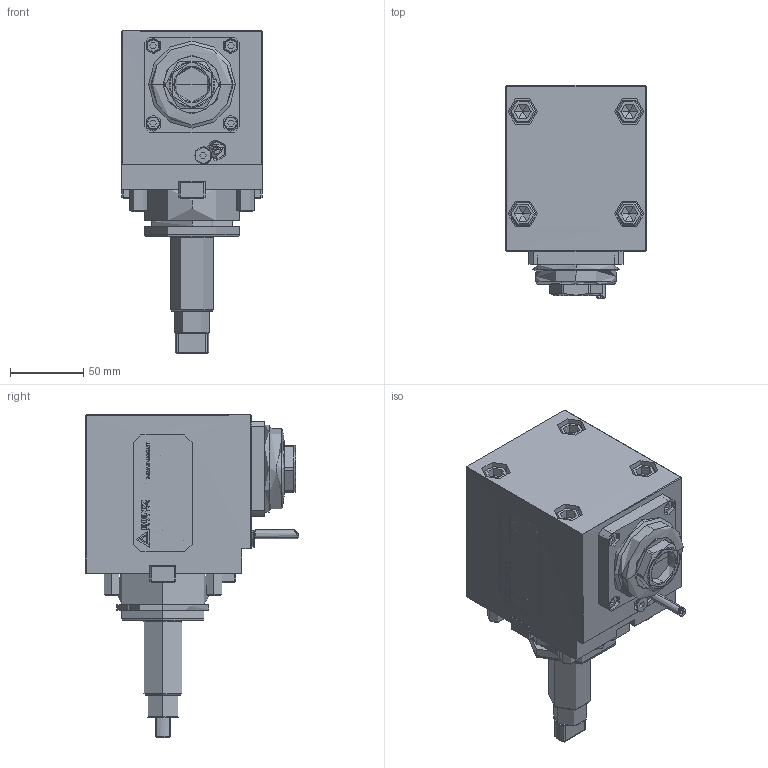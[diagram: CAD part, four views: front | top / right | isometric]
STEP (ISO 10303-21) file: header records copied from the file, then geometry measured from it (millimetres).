
FILE_DESCRIPTION (( 'STEP AP203' ), '1' );
FILE_NAME ('04-0772.STEP', '2023-04-24T22:44:05', ( '' ), ( '' ), 'SwSTEP 2.0', 'SolidWorks 2022', '' );
FILE_SCHEMA (( 'CONFIG_CONTROL_DESIGN' ));
Length unit declared in the file: inch
Products named in the file (1): 04-0772
Bounding box: 96 x 145.9 x 221 mm (x, y, z)
Topology: 0 solids, 41 shells, 544 faces, 1527 edges, 1046 vertices
Faces by surface type: plane 318, cylinder 132, cone 68, bspline 24, torus 2
Entity records: 23171 total; most frequent: CARTESIAN_POINT 9649, ORIENTED_EDGE 2654, DIRECTION 2610, EDGE_CURVE 1522, VERTEX_POINT 1046, AXIS2_PLACEMENT_3D 908, VECTOR 794, LINE 794
